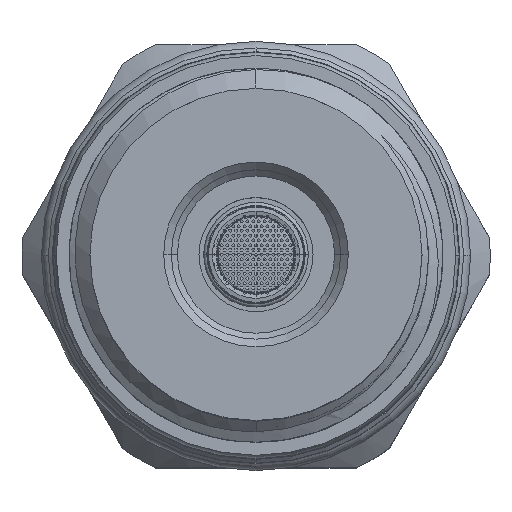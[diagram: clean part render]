
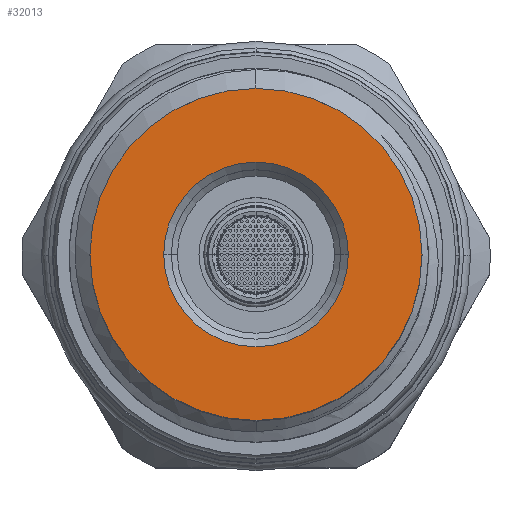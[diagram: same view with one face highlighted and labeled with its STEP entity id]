
A CAD part, top view. The second image highlights one B-rep face of the part: STEP entity #32013.
In plain terms, the highlighted planar face has unit normal (0, 0, 1).
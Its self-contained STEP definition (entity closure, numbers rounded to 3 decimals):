
#4599 = PLANE ( 'NONE',  #18180 ) ;
#5791 = DIRECTION ( 'NONE',  ( -1., 0., 0. ) ) ;
#7181 = VERTEX_POINT ( 'NONE', #12749 ) ;
#8801 = CIRCLE ( 'NONE', #26699, 8.725 ) ;
#9410 = CARTESIAN_POINT ( 'NONE',  ( 0., 0., 77.63 ) ) ;
#12749 = CARTESIAN_POINT ( 'NONE',  ( -8.725, 0., 77.63 ) ) ;
#13591 = DIRECTION ( 'NONE',  ( 0., 0., -1. ) ) ;
#13879 = EDGE_LOOP ( 'NONE', ( #21135, #40873 ) ) ;
#14448 = CIRCLE ( 'NONE', #26803, 8.725 ) ;
#14475 = DIRECTION ( 'NONE',  ( 1., 0., 0. ) ) ;
#15093 = ORIENTED_EDGE ( 'NONE', *, *, #22976, .T. ) ;
#15940 = CIRCLE ( 'NONE', #44065, 4.85 ) ;
#17730 = CARTESIAN_POINT ( 'NONE',  ( 0., 0., 77.63 ) ) ;
#18180 = AXIS2_PLACEMENT_3D ( 'NONE', #17730, #34482, #46916 ) ;
#21014 = EDGE_LOOP ( 'NONE', ( #51990, #15093 ) ) ;
#21135 = ORIENTED_EDGE ( 'NONE', *, *, #44701, .T. ) ;
#22976 = EDGE_CURVE ( 'NONE', #31129, #30583, #31271, .T. ) ;
#26173 = DIRECTION ( 'NONE',  ( -1., 0., 0. ) ) ;
#26699 = AXIS2_PLACEMENT_3D ( 'NONE', #53699, #49884, #37116 ) ;
#26702 = CARTESIAN_POINT ( 'NONE',  ( 0., 0., 77.63 ) ) ;
#26773 = CARTESIAN_POINT ( 'NONE',  ( 0., 0., 77.63 ) ) ;
#26803 = AXIS2_PLACEMENT_3D ( 'NONE', #26702, #34713, #14475 ) ;
#28548 = CARTESIAN_POINT ( 'NONE',  ( 4.85, 0., 77.63 ) ) ;
#30583 = VERTEX_POINT ( 'NONE', #28548 ) ;
#31129 = VERTEX_POINT ( 'NONE', #38247 ) ;
#31271 = CIRCLE ( 'NONE', #38688, 4.85 ) ;
#32013 = ADVANCED_FACE ( 'NONE', ( #36862, #43381 ), #4599, .F. ) ;
#33266 = EDGE_CURVE ( 'NONE', #30583, #31129, #15940, .T. ) ;
#34482 = DIRECTION ( 'NONE',  ( 0., 0., -1. ) ) ;
#34713 = DIRECTION ( 'NONE',  ( 0., 0., 1. ) ) ;
#36862 = FACE_BOUND ( 'NONE', #21014, .T. ) ;
#37116 = DIRECTION ( 'NONE',  ( 1., 0., 0. ) ) ;
#37691 = CARTESIAN_POINT ( 'NONE',  ( 8.725, 0., 77.63 ) ) ;
#38247 = CARTESIAN_POINT ( 'NONE',  ( -4.85, 0., 77.63 ) ) ;
#38688 = AXIS2_PLACEMENT_3D ( 'NONE', #9410, #13591, #26173 ) ;
#39609 = VERTEX_POINT ( 'NONE', #37691 ) ;
#40873 = ORIENTED_EDGE ( 'NONE', *, *, #49857, .T. ) ;
#43381 = FACE_OUTER_BOUND ( 'NONE', #13879, .T. ) ;
#44065 = AXIS2_PLACEMENT_3D ( 'NONE', #26773, #52109, #5791 ) ;
#44701 = EDGE_CURVE ( 'NONE', #39609, #7181, #8801, .T. ) ;
#46916 = DIRECTION ( 'NONE',  ( -1., 0., 0. ) ) ;
#49857 = EDGE_CURVE ( 'NONE', #7181, #39609, #14448, .T. ) ;
#49884 = DIRECTION ( 'NONE',  ( 0., 0., 1. ) ) ;
#51990 = ORIENTED_EDGE ( 'NONE', *, *, #33266, .T. ) ;
#52109 = DIRECTION ( 'NONE',  ( 0., 0., -1. ) ) ;
#53699 = CARTESIAN_POINT ( 'NONE',  ( 0., 0., 77.63 ) ) ;
